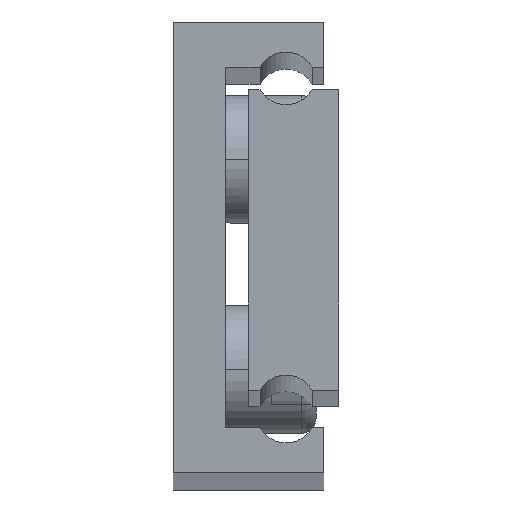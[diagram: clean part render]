
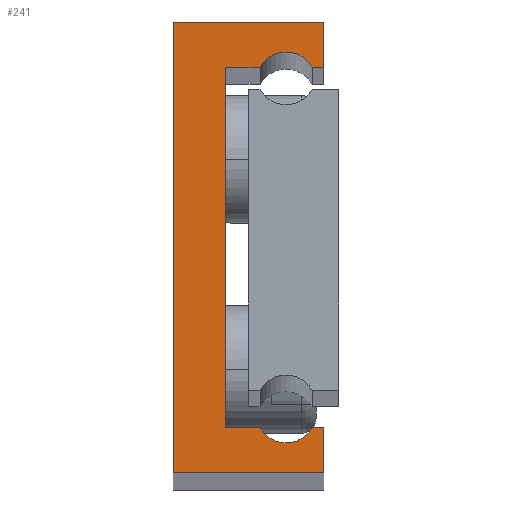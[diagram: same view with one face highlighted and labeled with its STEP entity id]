
A CAD part, top view. The second image highlights one B-rep face of the part: STEP entity #241.
In plain terms, the highlighted planar face has unit normal (0, 0, 1).
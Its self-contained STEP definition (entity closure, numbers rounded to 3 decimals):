
#13 = PLANE ( 'NONE',  #1478 ) ;
#18 = LINE ( 'NONE', #440, #1544 ) ;
#72 = VERTEX_POINT ( 'NONE', #703 ) ;
#89 = CARTESIAN_POINT ( 'NONE',  ( 9.232, 27., 325. ) ) ;
#97 = VECTOR ( 'NONE', #2484, 1000. ) ;
#127 = VECTOR ( 'NONE', #1025, 1000. ) ;
#146 = DIRECTION ( 'NONE',  ( 1., 0., 0. ) ) ;
#156 = CARTESIAN_POINT ( 'NONE',  ( 0., 0., 325. ) ) ;
#171 = CARTESIAN_POINT ( 'NONE',  ( 0., 0., 325. ) ) ;
#189 = LINE ( 'NONE', #1411, #289 ) ;
#190 = CARTESIAN_POINT ( 'NONE',  ( 3.5, 3., 325. ) ) ;
#229 = DIRECTION ( 'NONE',  ( -1., 0., 0. ) ) ;
#241 = ADVANCED_FACE ( 'NONE', ( #1946 ), #13, .F. ) ;
#260 = EDGE_LOOP ( 'NONE', ( #1630, #2228, #445, #1440, #1117, #2125, #2036, #2062, #390, #1780, #741, #2151 ) ) ;
#289 = VECTOR ( 'NONE', #1360, 1000. ) ;
#308 = CARTESIAN_POINT ( 'NONE',  ( 5.768, 3., 325. ) ) ;
#333 = VECTOR ( 'NONE', #1298, 1000. ) ;
#361 = VERTEX_POINT ( 'NONE', #2419 ) ;
#390 = ORIENTED_EDGE ( 'NONE', *, *, #696, .T. ) ;
#432 = VECTOR ( 'NONE', #229, 1000. ) ;
#440 = CARTESIAN_POINT ( 'NONE',  ( 10., 30., 325. ) ) ;
#445 = ORIENTED_EDGE ( 'NONE', *, *, #760, .T. ) ;
#453 = DIRECTION ( 'NONE',  ( 0., 1., 0. ) ) ;
#482 = CARTESIAN_POINT ( 'NONE',  ( 5.768, 27., 325. ) ) ;
#513 = AXIS2_PLACEMENT_3D ( 'NONE', #1863, #2566, #565 ) ;
#565 = DIRECTION ( 'NONE',  ( -1., 0., 0. ) ) ;
#576 = VERTEX_POINT ( 'NONE', #190 ) ;
#637 = EDGE_CURVE ( 'NONE', #1838, #1717, #2173, .T. ) ;
#640 = CIRCLE ( 'NONE', #513, 2. ) ;
#695 = CARTESIAN_POINT ( 'NONE',  ( 10., 0., 325. ) ) ;
#696 = EDGE_CURVE ( 'NONE', #962, #2209, #640, .T. ) ;
#703 = CARTESIAN_POINT ( 'NONE',  ( 9.232, 3., 325. ) ) ;
#737 = CARTESIAN_POINT ( 'NONE',  ( 10., 27., 325. ) ) ;
#741 = ORIENTED_EDGE ( 'NONE', *, *, #1208, .T. ) ;
#743 = DIRECTION ( 'NONE',  ( -1., 0., 0. ) ) ;
#760 = EDGE_CURVE ( 'NONE', #2182, #1787, #1223, .T. ) ;
#833 = EDGE_CURVE ( 'NONE', #1787, #72, #1237, .T. ) ;
#900 = EDGE_CURVE ( 'NONE', #72, #912, #1235, .T. ) ;
#912 = VERTEX_POINT ( 'NONE', #308 ) ;
#962 = VERTEX_POINT ( 'NONE', #482 ) ;
#968 = VECTOR ( 'NONE', #2538, 1000. ) ;
#970 = CARTESIAN_POINT ( 'NONE',  ( 5.768, 27., 325. ) ) ;
#1006 = LINE ( 'NONE', #737, #97 ) ;
#1025 = DIRECTION ( 'NONE',  ( 0., 1., 0. ) ) ;
#1044 = VERTEX_POINT ( 'NONE', #171 ) ;
#1101 = DIRECTION ( 'NONE',  ( 1., 0., 0. ) ) ;
#1117 = ORIENTED_EDGE ( 'NONE', *, *, #900, .T. ) ;
#1127 = CARTESIAN_POINT ( 'NONE',  ( 10., 30., 325. ) ) ;
#1143 = LINE ( 'NONE', #2482, #968 ) ;
#1199 = VECTOR ( 'NONE', #146, 1000. ) ;
#1205 = LINE ( 'NONE', #156, #1199 ) ;
#1208 = EDGE_CURVE ( 'NONE', #361, #1838, #18, .T. ) ;
#1223 = LINE ( 'NONE', #1633, #127 ) ;
#1235 = CIRCLE ( 'NONE', #1308, 2. ) ;
#1237 = LINE ( 'NONE', #2024, #432 ) ;
#1294 = CARTESIAN_POINT ( 'NONE',  ( 7.5, 4., 325. ) ) ;
#1298 = DIRECTION ( 'NONE',  ( 0., -1., 0. ) ) ;
#1308 = AXIS2_PLACEMENT_3D ( 'NONE', #1294, #2061, #1101 ) ;
#1345 = CARTESIAN_POINT ( 'NONE',  ( 0., 30., 325. ) ) ;
#1360 = DIRECTION ( 'NONE',  ( 0., 1., 0. ) ) ;
#1411 = CARTESIAN_POINT ( 'NONE',  ( 3.5, 3., 325. ) ) ;
#1440 = ORIENTED_EDGE ( 'NONE', *, *, #833, .T. ) ;
#1478 = AXIS2_PLACEMENT_3D ( 'NONE', #1571, #1782, #2177 ) ;
#1544 = VECTOR ( 'NONE', #453, 1000. ) ;
#1571 = CARTESIAN_POINT ( 'NONE',  ( 7.5, 26., 325. ) ) ;
#1630 = ORIENTED_EDGE ( 'NONE', *, *, #1857, .T. ) ;
#1633 = CARTESIAN_POINT ( 'NONE',  ( 10., 0., 325. ) ) ;
#1717 = VERTEX_POINT ( 'NONE', #1345 ) ;
#1733 = CARTESIAN_POINT ( 'NONE',  ( 3.5, 27., 325. ) ) ;
#1763 = LINE ( 'NONE', #970, #1918 ) ;
#1765 = CARTESIAN_POINT ( 'NONE',  ( 0., 30., 325. ) ) ;
#1780 = ORIENTED_EDGE ( 'NONE', *, *, #2542, .T. ) ;
#1782 = DIRECTION ( 'NONE',  ( 0., 0., -1. ) ) ;
#1787 = VERTEX_POINT ( 'NONE', #1949 ) ;
#1838 = VERTEX_POINT ( 'NONE', #1127 ) ;
#1857 = EDGE_CURVE ( 'NONE', #1717, #1044, #2314, .T. ) ;
#1863 = CARTESIAN_POINT ( 'NONE',  ( 7.5, 26., 325. ) ) ;
#1910 = EDGE_CURVE ( 'NONE', #912, #576, #1143, .T. ) ;
#1918 = VECTOR ( 'NONE', #2353, 1000. ) ;
#1943 = VERTEX_POINT ( 'NONE', #1733 ) ;
#1946 = FACE_OUTER_BOUND ( 'NONE', #260, .T. ) ;
#1949 = CARTESIAN_POINT ( 'NONE',  ( 10., 3., 325. ) ) ;
#1977 = VECTOR ( 'NONE', #743, 1000. ) ;
#1989 = EDGE_CURVE ( 'NONE', #1943, #962, #1763, .T. ) ;
#2024 = CARTESIAN_POINT ( 'NONE',  ( 10., 3., 325. ) ) ;
#2036 = ORIENTED_EDGE ( 'NONE', *, *, #2054, .T. ) ;
#2054 = EDGE_CURVE ( 'NONE', #576, #1943, #189, .T. ) ;
#2061 = DIRECTION ( 'NONE',  ( 0., 0., -1. ) ) ;
#2062 = ORIENTED_EDGE ( 'NONE', *, *, #1989, .T. ) ;
#2125 = ORIENTED_EDGE ( 'NONE', *, *, #1910, .T. ) ;
#2138 = CARTESIAN_POINT ( 'NONE',  ( 0., 0., 325. ) ) ;
#2151 = ORIENTED_EDGE ( 'NONE', *, *, #637, .T. ) ;
#2173 = LINE ( 'NONE', #1765, #1977 ) ;
#2177 = DIRECTION ( 'NONE',  ( -1., 0., 0. ) ) ;
#2182 = VERTEX_POINT ( 'NONE', #695 ) ;
#2209 = VERTEX_POINT ( 'NONE', #89 ) ;
#2228 = ORIENTED_EDGE ( 'NONE', *, *, #2520, .T. ) ;
#2314 = LINE ( 'NONE', #2138, #333 ) ;
#2353 = DIRECTION ( 'NONE',  ( 1., 0., 0. ) ) ;
#2419 = CARTESIAN_POINT ( 'NONE',  ( 10., 27., 325. ) ) ;
#2482 = CARTESIAN_POINT ( 'NONE',  ( 5.768, 3., 325. ) ) ;
#2484 = DIRECTION ( 'NONE',  ( 1., 0., 0. ) ) ;
#2520 = EDGE_CURVE ( 'NONE', #1044, #2182, #1205, .T. ) ;
#2538 = DIRECTION ( 'NONE',  ( -1., 0., 0. ) ) ;
#2542 = EDGE_CURVE ( 'NONE', #2209, #361, #1006, .T. ) ;
#2566 = DIRECTION ( 'NONE',  ( 0., 0., -1. ) ) ;
